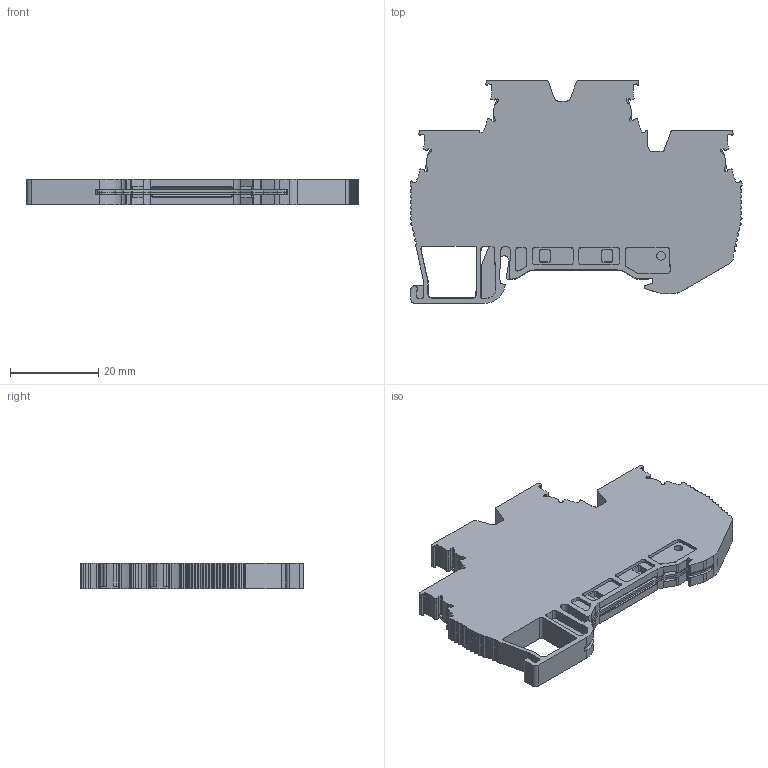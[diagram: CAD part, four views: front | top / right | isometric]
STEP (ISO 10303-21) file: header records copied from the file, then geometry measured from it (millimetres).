
FILE_DESCRIPTION (( 'STEP AP203' ), '1' );
FILE_NAME ('OPK 2,5 ÇIFT KATLI KLEMENS.STEP', '2021-11-29T11:08:58', ( '' ), ( '' ), 'SwSTEP 2.0', 'SolidWorks 2019', '' );
FILE_SCHEMA (( 'CONFIG_CONTROL_DESIGN' ));
Length unit declared in the file: millimetre
Products named in the file (1): OPK 2,5 荌FT KATLI KLEMENS
Bounding box: 75.15 x 50.5 x 5.8 mm (x, y, z)
Volume: 14220.2 mm3; surface area: 10131.1 mm2
Topology: 1 solids, 1 shells, 895 faces, 2583 edges, 1713 vertices
Faces by surface type: plane 431, cylinder 341, cone 92, bspline 18, torus 13
Entity records: 30609 total; most frequent: CARTESIAN_POINT 6557, ORIENTED_EDGE 5166, DIRECTION 5017, EDGE_CURVE 2583, AXIS2_PLACEMENT_3D 1723, VERTEX_POINT 1713, VECTOR 1571, LINE 1571
